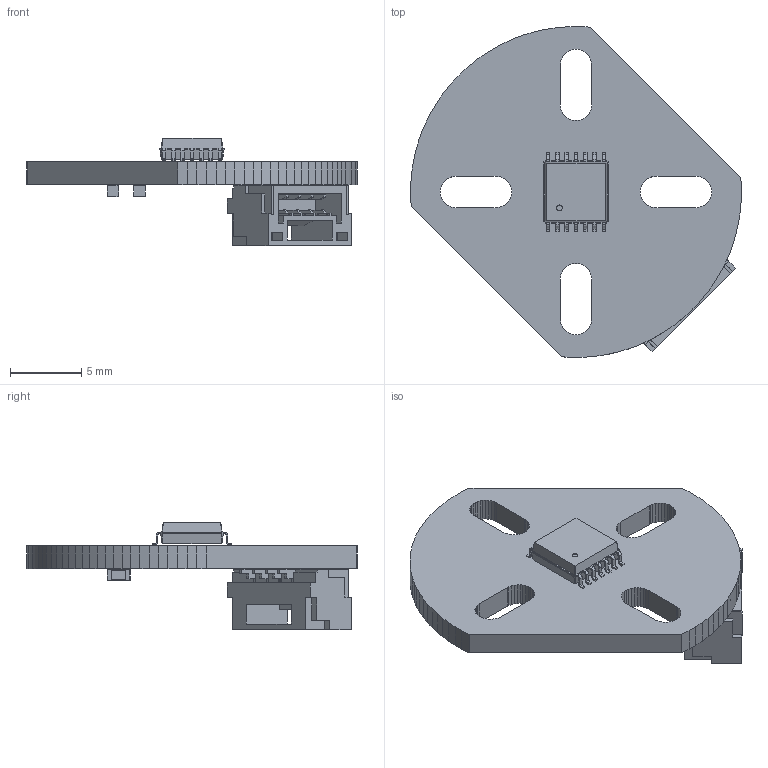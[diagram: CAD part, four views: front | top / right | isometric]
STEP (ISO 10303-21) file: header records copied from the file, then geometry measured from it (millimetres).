
FILE_DESCRIPTION(('KiCad electronic assembly'),'2;1');
FILE_NAME('AS5048B.step','2024-01-20T00:39:48',('Pcbnew'),('Kicad'), 'Open CASCADE STEP processor 7.7','KiCad to STEP converter','Unknown' );
FILE_SCHEMA(('AUTOMOTIVE_DESIGN { 1 0 10303 214 1 1 1 1 }'));
Length unit declared in the file: millimetre
Products named in the file (8): AS5048B 1; TSSOP-14-1EP_4.4x5mm_P0.65mm; SOLID; C_0603_1608Metric; JST_GH_SM04B-GHS-TB_1x04-1MP_P1.25mm_Horizontal; AS5048B PCB
Assembly tree (8 placements, depth 3):
  AS5048B 1
    TSSOP-14-1EP_4.4x5mm_P0.65mm
      SOLID
    C_0603_1608Metric  x2
      SOLID
    JST_GH_SM04B-GHS-TB_1x04-1MP_P1.25mm_Horizontal
      SOLID
    AS5048B PCB
Bounding box: 23.16 x 23.16 x 7.54 mm (x, y, z)
Volume: 636.2 mm3; surface area: 1221.9 mm2
Topology: 5 solids, 5 shells, 713 faces, 1982 edges, 1292 vertices
Faces by surface type: plane 594, cylinder 81, bspline 38
Full cylindrical faces by diameter (mm): 0.4 x1
Entity records: 50041 total; most frequent: CARTESIAN_POINT 8964, DIRECTION 6706, LINE 5048, VECTOR 5048, ORIENTED_EDGE 3820, PCURVE 3820, DEFINITIONAL_REPRESENTATION 3820, EDGE_CURVE 1910
